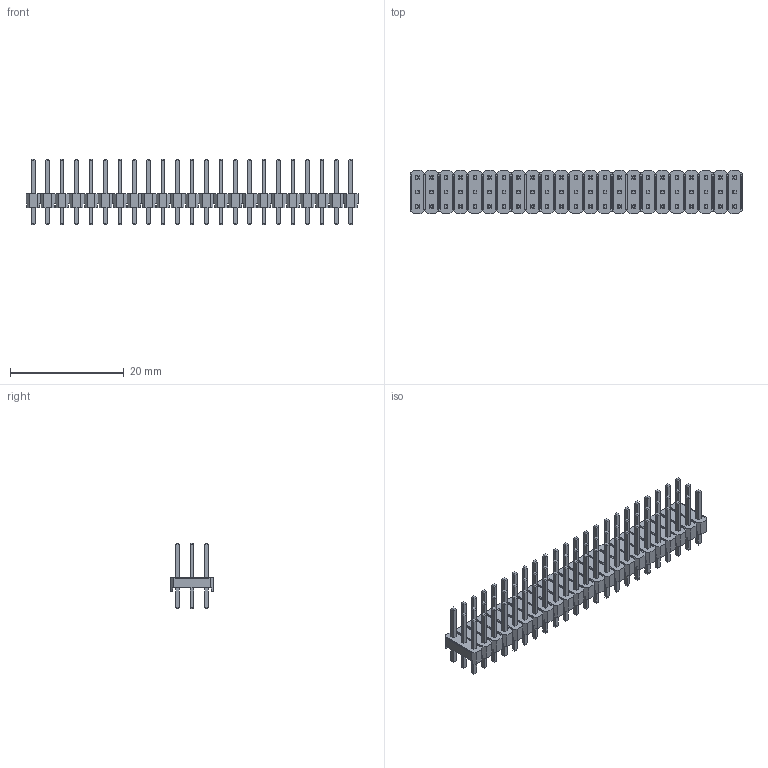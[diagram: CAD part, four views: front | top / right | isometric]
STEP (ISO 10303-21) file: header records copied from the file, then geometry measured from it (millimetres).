
FILE_DESCRIPTION(('STEP AP214'), '1');
FILE_NAME('PLT', '', ('UNSPECIFIED'), ('UNSPECIFIED'), 'ASCON STEP Converter 1.6', 'ASCON Math Kernel', '');
FILE_SCHEMA(('AUTOMOTIVE_DESIGN { 1 0 10303 214 3 1 1}'));
Length unit declared in the file: millimetre
Bounding box: 58.42 x 7.62 x 11.6 mm (x, y, z)
Volume: 1065.9 mm3; surface area: 2990.3 mm2
Topology: 1 solids, 1 shells, 1594 faces, 3744 edges, 2312 vertices
Faces by surface type: plane 1594
Entity records: 56704 total; most frequent: CARTESIAN_POINT 7651, ORIENTED_EDGE 7488, DIRECTION 6934, EDGE_CURVE 3744, LINE 3744, VECTOR 3744, VERTEX_POINT 2312, FACE_BOUND 1754
